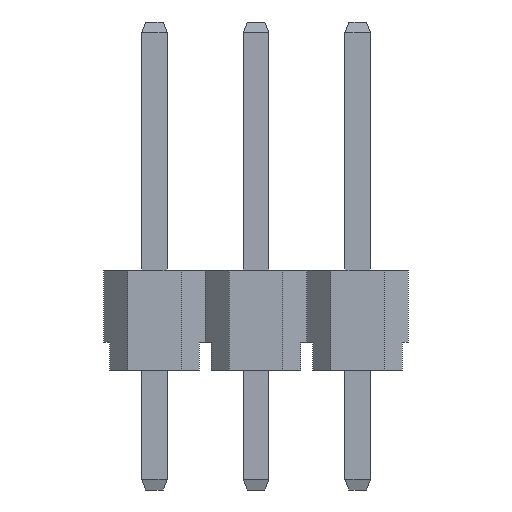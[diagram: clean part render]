
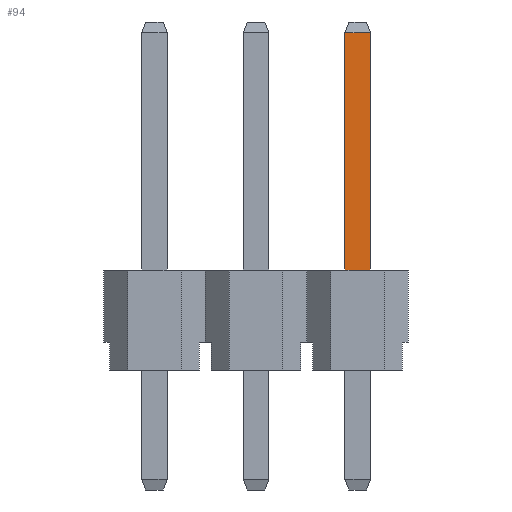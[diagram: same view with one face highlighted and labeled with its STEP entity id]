
A CAD part, front view. The second image highlights one B-rep face of the part: STEP entity #94.
In plain terms, the highlighted planar face has unit normal (0, -1, 0).
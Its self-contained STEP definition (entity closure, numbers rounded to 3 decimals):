
#94=ADVANCED_FACE('',(#1056),#1058,.T.);
#1056=FACE_BOUND('',#1057,.T.);
#1057=EDGE_LOOP('',(#1858,#1859,#1860,#1861));
#1058=PLANE('',#1059);
#1059=AXIS2_PLACEMENT_3D('',#1060,#1061,#1062);
#1060=CARTESIAN_POINT('',(4.76,-0.32,-3.));
#1061=DIRECTION('',(0.,-1.,0.));
#1062=DIRECTION('',(1.,0.,0.));
#1858=ORIENTED_EDGE('',*,*,#2384,.F.);
#1859=ORIENTED_EDGE('',*,*,#2385,.F.);
#1860=ORIENTED_EDGE('',*,*,#2364,.T.);
#1861=ORIENTED_EDGE('',*,*,#2379,.T.);
#2364=EDGE_CURVE('',#2695,#2693,#2696,.T.);
#2379=EDGE_CURVE('',#2693,#2722,#2725,.T.);
#2384=EDGE_CURVE('',#2732,#2722,#2733,.T.);
#2385=EDGE_CURVE('',#2695,#2732,#2734,.T.);
#2693=VERTEX_POINT('',#3255);
#2695=VERTEX_POINT('',#3259);
#2696=LINE('',#3260,#3261);
#2722=VERTEX_POINT('',#3314);
#2725=LINE('',#3319,#3320);
#2732=VERTEX_POINT('',#3336);
#2733=LINE('',#3337,#3338);
#2734=LINE('',#3340,#3341);
#3255=CARTESIAN_POINT('',(5.4,-0.32,2.5));
#3259=CARTESIAN_POINT('',(4.76,-0.32,2.5));
#3260=CARTESIAN_POINT('',(4.76,-0.32,2.5));
#3261=VECTOR('',#3262,1.);
#3262=DIRECTION('',(1.,0.,0.));
#3314=CARTESIAN_POINT('',(5.4,-0.32,8.425));
#3319=CARTESIAN_POINT('',(5.4,-0.32,2.5));
#3320=VECTOR('',#3321,1.);
#3321=DIRECTION('',(0.,0.,1.));
#3336=CARTESIAN_POINT('',(4.76,-0.32,8.425));
#3337=CARTESIAN_POINT('',(4.76,-0.32,8.425));
#3338=VECTOR('',#3339,1.);
#3339=DIRECTION('',(1.,0.,0.));
#3340=CARTESIAN_POINT('',(4.76,-0.32,2.5));
#3341=VECTOR('',#3342,1.);
#3342=DIRECTION('',(0.,0.,1.));
